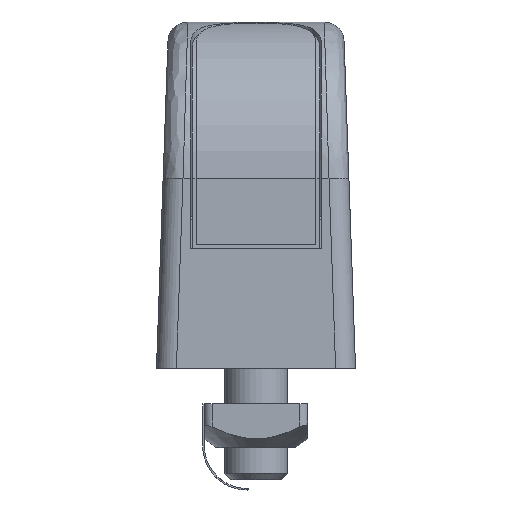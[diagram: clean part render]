
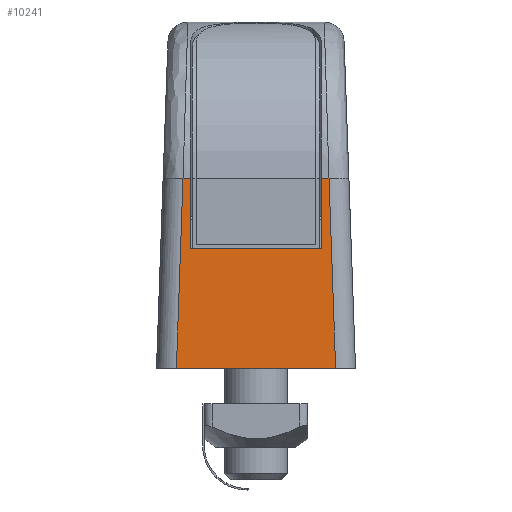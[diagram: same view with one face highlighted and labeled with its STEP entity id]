
A CAD part, front view. The second image highlights one B-rep face of the part: STEP entity #10241.
In plain terms, the highlighted planar face has unit normal (0, -1, 0.018).
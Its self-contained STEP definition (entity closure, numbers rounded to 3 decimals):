
#1259=FACE_OUTER_BOUND('',#1840,.T.);
#1840=EDGE_LOOP('',(#7920,#7921,#7922,#7923,#7924,#7925,#7926,#7927));
#2134=LINE('',#15270,#2913);
#2179=LINE('',#15598,#2958);
#2589=LINE('',#18754,#3368);
#2602=LINE('',#18829,#3381);
#2603=LINE('',#18831,#3382);
#2604=LINE('',#18833,#3383);
#2605=LINE('',#18834,#3384);
#2606=LINE('',#18835,#3385);
#2913=VECTOR('',#11876,8.82);
#2958=VECTOR('',#12035,23.837);
#3368=VECTOR('',#13309,20.);
#3381=VECTOR('',#13364,23.837);
#3382=VECTOR('',#13365,0.968);
#3383=VECTOR('',#13366,8.82);
#3384=VECTOR('',#13367,16.4);
#3385=VECTOR('',#13368,0.968);
#3900=VERTEX_POINT('',#15267);
#3901=VERTEX_POINT('',#15269);
#3944=VERTEX_POINT('',#15586);
#3948=VERTEX_POINT('',#15595);
#4385=VERTEX_POINT('',#18753);
#4416=VERTEX_POINT('',#18828);
#4417=VERTEX_POINT('',#18830);
#4418=VERTEX_POINT('',#18832);
#4872=EDGE_CURVE('',#3900,#3901,#2134,.T.);
#4950=EDGE_CURVE('',#3944,#3948,#2179,.T.);
#5621=EDGE_CURVE('',#4385,#3948,#2589,.F.);
#5655=EDGE_CURVE('',#4416,#4385,#2602,.T.);
#5656=EDGE_CURVE('',#4417,#4416,#2603,.T.);
#5657=EDGE_CURVE('',#4417,#4418,#2604,.T.);
#5658=EDGE_CURVE('',#4418,#3901,#2605,.T.);
#5659=EDGE_CURVE('',#3900,#3944,#2606,.T.);
#7920=ORIENTED_EDGE('',*,*,#5621,.F.);
#7921=ORIENTED_EDGE('',*,*,#5655,.F.);
#7922=ORIENTED_EDGE('',*,*,#5656,.F.);
#7923=ORIENTED_EDGE('',*,*,#5657,.T.);
#7924=ORIENTED_EDGE('',*,*,#5658,.T.);
#7925=ORIENTED_EDGE('',*,*,#4872,.F.);
#7926=ORIENTED_EDGE('',*,*,#5659,.T.);
#7927=ORIENTED_EDGE('',*,*,#4950,.T.);
#9319=PLANE('',#11211);
#10241=ADVANCED_FACE('',(#1259),#9319,.T.);
#11211=AXIS2_PLACEMENT_3D('',#18827,#13362,#13363);
#11876=DIRECTION('',(0.,-0.017,-1.));
#12035=DIRECTION('',(-0.035,-0.017,-0.999));
#13309=DIRECTION('',(1.,0.,0.));
#13362=DIRECTION('center_axis',(0.,-1.,
0.017));
#13363=DIRECTION('ref_axis',(0.,-0.017,-1.));
#13364=DIRECTION('',(0.035,-0.017,-0.999));
#13365=DIRECTION('',(1.,0.,0.));
#13366=DIRECTION('',(0.,-0.017,-1.));
#13367=DIRECTION('',(-1.,0.,0.));
#13368=DIRECTION('',(-1.,0.,0.));
#15267=CARTESIAN_POINT('',(-8.2,-77.585,23.819));
#15269=CARTESIAN_POINT('',(-8.2,-77.738,15.));
#15270=CARTESIAN_POINT('',(-8.2,-77.601,22.874));
#15586=CARTESIAN_POINT('',(-9.168,-77.585,23.819));
#15595=CARTESIAN_POINT('',(-10.,-78.,0.));
#15598=CARTESIAN_POINT('',(-9.396,-77.699,17.286));
#18753=CARTESIAN_POINT('',(10.,-78.,0.));
#18754=CARTESIAN_POINT('',(-6.25,-78.,0.));
#18827=CARTESIAN_POINT('Origin',(12.5,-78.,0.));
#18828=CARTESIAN_POINT('',(9.168,-77.585,23.819));
#18829=CARTESIAN_POINT('',(9.396,-77.699,17.286));
#18830=CARTESIAN_POINT('',(8.2,-77.585,23.819));
#18831=CARTESIAN_POINT('',(-6.25,-77.585,23.819));
#18832=CARTESIAN_POINT('',(8.2,-77.738,15.));
#18833=CARTESIAN_POINT('',(8.2,-77.601,22.874));
#18834=CARTESIAN_POINT('',(6.75,-77.738,15.));
#18835=CARTESIAN_POINT('',(6.25,-77.585,23.819));
